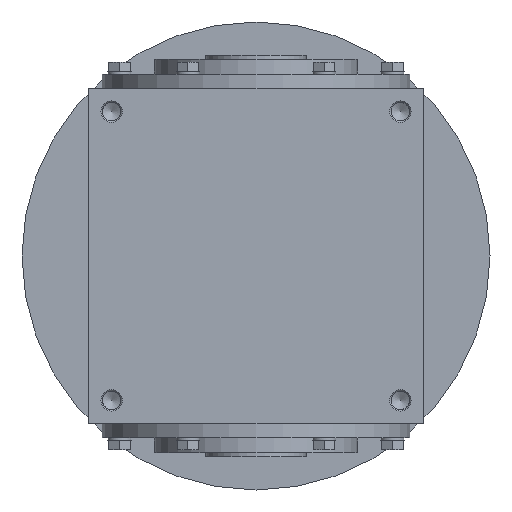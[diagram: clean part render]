
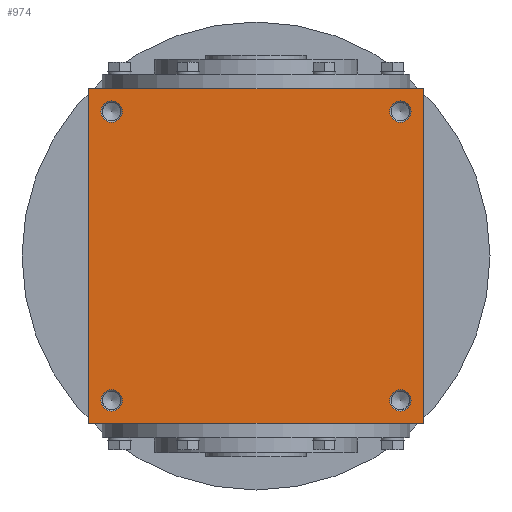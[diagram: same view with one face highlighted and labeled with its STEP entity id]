
A CAD part, left-side view. The second image highlights one B-rep face of the part: STEP entity #974.
In plain terms, the highlighted face is planar.
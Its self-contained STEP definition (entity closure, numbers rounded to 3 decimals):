
#974 = ADVANCED_FACE( '', ( #1958, #1959, #1960, #1961, #1962 ), #1963, .F. );
#1958 = FACE_BOUND( '', #2890, .T. );
#1959 = FACE_BOUND( '', #2891, .T. );
#1960 = FACE_BOUND( '', #2892, .T. );
#1961 = FACE_BOUND( '', #2893, .T. );
#1962 = FACE_OUTER_BOUND( '', #2894, .T. );
#1963 = PLANE( '', #2895 );
#2890 = EDGE_LOOP( '', ( #4884 ) );
#2891 = EDGE_LOOP( '', ( #4885 ) );
#2892 = EDGE_LOOP( '', ( #4886 ) );
#2893 = EDGE_LOOP( '', ( #4887 ) );
#2894 = EDGE_LOOP( '', ( #4888, #4889, #4890, #4891 ) );
#2895 = AXIS2_PLACEMENT_3D( '', #4892, #4893, #4894 );
#4884 = ORIENTED_EDGE( '', *, *, #5339, .F. );
#4885 = ORIENTED_EDGE( '', *, *, #5271, .T. );
#4886 = ORIENTED_EDGE( '', *, *, #5054, .F. );
#4887 = ORIENTED_EDGE( '', *, *, #5171, .T. );
#4888 = ORIENTED_EDGE( '', *, *, #5755, .F. );
#4889 = ORIENTED_EDGE( '', *, *, #5625, .F. );
#4890 = ORIENTED_EDGE( '', *, *, #5391, .F. );
#4891 = ORIENTED_EDGE( '', *, *, #5657, .F. );
#4892 = CARTESIAN_POINT( '', ( 0., 0., -125. ) );
#4893 = DIRECTION( '', ( 0., 0., 1. ) );
#4894 = DIRECTION( '', ( 1., 0., 0. ) );
#5054 = EDGE_CURVE( '', #5886, #5886, #5887, .T. );
#5171 = EDGE_CURVE( '', #6086, #6086, #6087, .T. );
#5271 = EDGE_CURVE( '', #6252, #6252, #6253, .T. );
#5339 = EDGE_CURVE( '', #6356, #6356, #6357, .T. );
#5391 = EDGE_CURVE( '', #6441, #6442, #6443, .T. );
#5625 = EDGE_CURVE( '', #6442, #6745, #6746, .T. );
#5657 = EDGE_CURVE( '', #6786, #6441, #6787, .T. );
#5755 = EDGE_CURVE( '', #6745, #6786, #6885, .T. );
#5886 = VERTEX_POINT( '', #7054 );
#5887 = CIRCLE( '', #7055, 8. );
#6086 = VERTEX_POINT( '', #7330 );
#6087 = CIRCLE( '', #7331, 8. );
#6252 = VERTEX_POINT( '', #7524 );
#6253 = CIRCLE( '', #7525, 8. );
#6356 = VERTEX_POINT( '', #7649 );
#6357 = CIRCLE( '', #7650, 8. );
#6441 = VERTEX_POINT( '', #7750 );
#6442 = VERTEX_POINT( '', #7751 );
#6443 = LINE( '', #7752, #7753 );
#6745 = VERTEX_POINT( '', #8172 );
#6746 = LINE( '', #8173, #8174 );
#6786 = VERTEX_POINT( '', #8218 );
#6787 = LINE( '', #8219, #8220 );
#6885 = LINE( '', #8334, #8335 );
#7054 = CARTESIAN_POINT( '', ( -116., -108., -125. ) );
#7055 = AXIS2_PLACEMENT_3D( '', #8459, #8460, #8461 );
#7330 = CARTESIAN_POINT( '', ( 116., -108., -125. ) );
#7331 = AXIS2_PLACEMENT_3D( '', #8631, #8632, #8633 );
#7524 = CARTESIAN_POINT( '', ( 116., 108., -125. ) );
#7525 = AXIS2_PLACEMENT_3D( '', #8822, #8823, #8824 );
#7649 = CARTESIAN_POINT( '', ( -116., 108., -125. ) );
#7650 = AXIS2_PLACEMENT_3D( '', #8930, #8931, #8932 );
#7750 = CARTESIAN_POINT( '', ( 125., -125., -125. ) );
#7751 = CARTESIAN_POINT( '', ( 125., 125., -125. ) );
#7752 = CARTESIAN_POINT( '', ( 125., -125., -125. ) );
#7753 = VECTOR( '', #9030, 1000. );
#8172 = CARTESIAN_POINT( '', ( -125., 125., -125. ) );
#8173 = CARTESIAN_POINT( '', ( 125., 125., -125. ) );
#8174 = VECTOR( '', #9324, 1000. );
#8218 = CARTESIAN_POINT( '', ( -125., -125., -125. ) );
#8219 = CARTESIAN_POINT( '', ( -125., -125., -125. ) );
#8220 = VECTOR( '', #9365, 1000. );
#8334 = CARTESIAN_POINT( '', ( -125., 125., -125. ) );
#8335 = VECTOR( '', #9429, 1000. );
#8459 = CARTESIAN_POINT( '', ( -108., -108., -125. ) );
#8460 = DIRECTION( '', ( 0., 0., -1. ) );
#8461 = DIRECTION( '', ( -1., 0., 0. ) );
#8631 = CARTESIAN_POINT( '', ( 108., -108., -125. ) );
#8632 = DIRECTION( '', ( 0., 0., 1. ) );
#8633 = DIRECTION( '', ( 1., 0., 0. ) );
#8822 = CARTESIAN_POINT( '', ( 108., 108., -125. ) );
#8823 = DIRECTION( '', ( 0., 0., 1. ) );
#8824 = DIRECTION( '', ( 1., 0., 0. ) );
#8930 = CARTESIAN_POINT( '', ( -108., 108., -125. ) );
#8931 = DIRECTION( '', ( 0., 0., -1. ) );
#8932 = DIRECTION( '', ( -1., 0., 0. ) );
#9030 = DIRECTION( '', ( 0., 1., 0. ) );
#9324 = DIRECTION( '', ( -1., 0., 0. ) );
#9365 = DIRECTION( '', ( 1., 0., 0. ) );
#9429 = DIRECTION( '', ( 0., -1., 0. ) );
